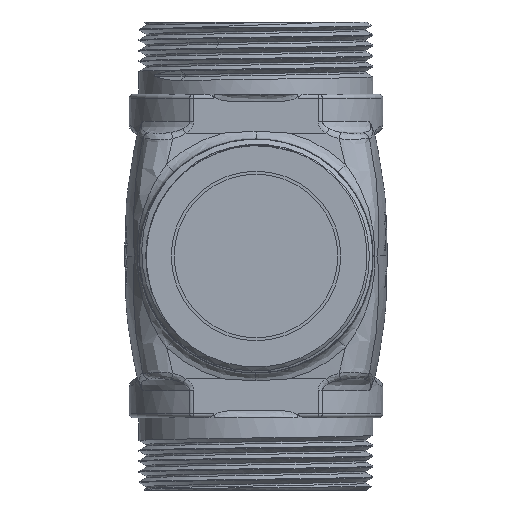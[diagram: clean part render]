
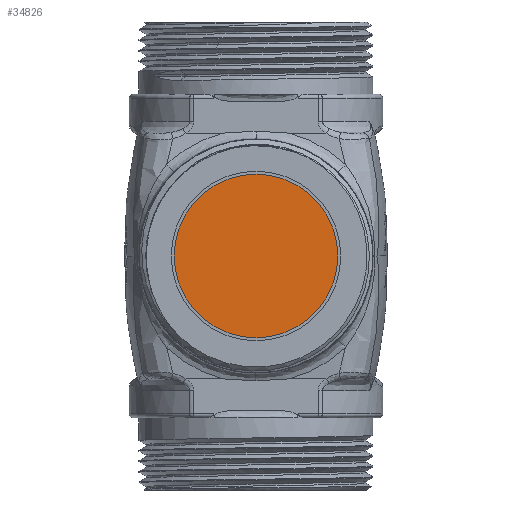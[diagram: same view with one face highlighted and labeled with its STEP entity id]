
A CAD part, front view. The second image highlights one B-rep face of the part: STEP entity #34826.
In plain terms, the highlighted planar face has unit normal (0, -1, 0).
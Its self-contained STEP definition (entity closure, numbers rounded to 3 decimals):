
#13797=CARTESIAN_POINT('',(0.,-27.1,0.));
#13798=DIRECTION('',(0.,1.,0.));
#13799=DIRECTION('',(0.,0.,-1.));
#13800=AXIS2_PLACEMENT_3D('',#13797,#13798,#13799);
#13802=CARTESIAN_POINT('',(0.,-27.1,0.));
#13803=DIRECTION('',(0.,-1.,0.));
#13804=DIRECTION('',(0.,0.,-1.));
#13805=AXIS2_PLACEMENT_3D('',#13802,#13803,#13804);
#17186=CARTESIAN_POINT('',(0.,-27.1,-24.91));
#17188=VERTEX_POINT('',#17186);
#17196=CARTESIAN_POINT('',(0.,-27.1,24.91));
#17198=VERTEX_POINT('',#17196);
#34817=CARTESIAN_POINT('',(0.,-27.1,0.));
#34818=DIRECTION('',(0.,-1.,0.));
#34819=DIRECTION('',(0.,0.,1.));
#34820=AXIS2_PLACEMENT_3D('',#34817,#34818,#34819);
#34821=PLANE('',#34820);
#34822=ORIENTED_EDGE('',*,*,#34812,.T.);
#34823=ORIENTED_EDGE('',*,*,#34796,.F.);
#34824=EDGE_LOOP('',(#34822,#34823));
#34825=FACE_OUTER_BOUND('',#34824,.F.);
#34826=ADVANCED_FACE('',(#34825),#34821,.T.);
#13801=CIRCLE('',#13800,24.91);
#13806=CIRCLE('',#13805,24.91);
#34796=EDGE_CURVE('',#17188,#17198,#13806,.T.);
#34812=EDGE_CURVE('',#17188,#17198,#13801,.T.);
